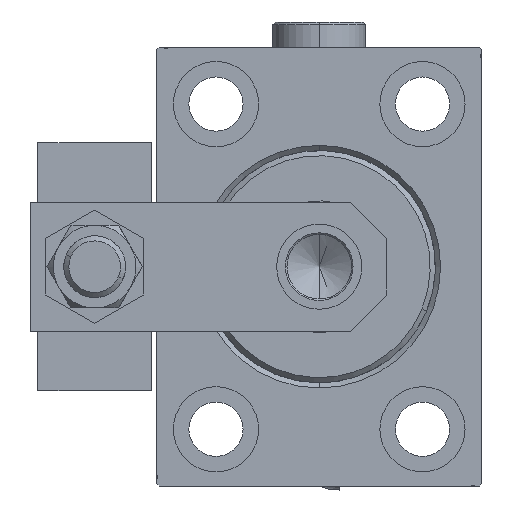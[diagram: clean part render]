
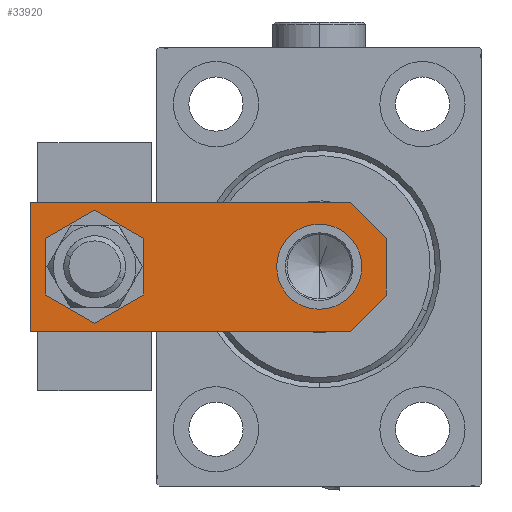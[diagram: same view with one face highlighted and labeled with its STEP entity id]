
A CAD part, left-side view. The second image highlights one B-rep face of the part: STEP entity #33920.
In plain terms, the highlighted face is planar.
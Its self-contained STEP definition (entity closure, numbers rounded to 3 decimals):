
#133 = LINE ( 'NONE', #23839, #13118 ) ;
#1783 = ORIENTED_EDGE ( 'NONE', *, *, #31864, .T. ) ;
#1933 = AXIS2_PLACEMENT_3D ( 'NONE', #5570, #47801, #16421 ) ;
#2426 = VECTOR ( 'NONE', #15174, 1000. ) ;
#2783 = CARTESIAN_POINT ( 'NONE',  ( -5.5, 0., 8. ) ) ;
#2920 = CARTESIAN_POINT ( 'NONE',  ( 12.5, 69., 8. ) ) ;
#3217 = EDGE_CURVE ( 'NONE', #17966, #12112, #133, .T. ) ;
#3541 = EDGE_CURVE ( 'NONE', #40728, #6229, #18113, .T. ) ;
#5069 = EDGE_LOOP ( 'NONE', ( #22218, #14646 ) ) ;
#5570 = CARTESIAN_POINT ( 'NONE',  ( 0., 56.5, 8. ) ) ;
#6229 = VERTEX_POINT ( 'NONE', #37654 ) ;
#9830 = VERTEX_POINT ( 'NONE', #18220 ) ;
#10116 = CARTESIAN_POINT ( 'NONE',  ( -12.5, 69., 8. ) ) ;
#10642 = ORIENTED_EDGE ( 'NONE', *, *, #33966, .T. ) ;
#10894 = DIRECTION ( 'NONE',  ( 1., 0., 0. ) ) ;
#11844 = CARTESIAN_POINT ( 'NONE',  ( -12.5, 7., 8. ) ) ;
#12112 = VERTEX_POINT ( 'NONE', #31192 ) ;
#12487 = VERTEX_POINT ( 'NONE', #20558 ) ;
#13118 = VECTOR ( 'NONE', #34380, 1000. ) ;
#13438 = ORIENTED_EDGE ( 'NONE', *, *, #41060, .T. ) ;
#14058 = DIRECTION ( 'NONE',  ( 0., 0., 1. ) ) ;
#14646 = ORIENTED_EDGE ( 'NONE', *, *, #43005, .F. ) ;
#14822 = EDGE_CURVE ( 'NONE', #6229, #40728, #27391, .T. ) ;
#15174 = DIRECTION ( 'NONE',  ( 0., -1., 0. ) ) ;
#15499 = CARTESIAN_POINT ( 'NONE',  ( -12.5, 0., 8. ) ) ;
#16419 = CARTESIAN_POINT ( 'NONE',  ( 0., 0., 8. ) ) ;
#16421 = DIRECTION ( 'NONE',  ( 1., 0., 0. ) ) ;
#16958 = EDGE_CURVE ( 'NONE', #12487, #49371, #24160, .T. ) ;
#17176 = FACE_BOUND ( 'NONE', #5069, .T. ) ;
#17966 = VERTEX_POINT ( 'NONE', #25525 ) ;
#18113 = CIRCLE ( 'NONE', #30418, 8.25 ) ;
#18220 = CARTESIAN_POINT ( 'NONE',  ( 5.5, 0., 8. ) ) ;
#18658 = DIRECTION ( 'NONE',  ( -1., 0., 0. ) ) ;
#19361 = VECTOR ( 'NONE', #32868, 1000. ) ;
#20286 = DIRECTION ( 'NONE',  ( 1., 0., 0. ) ) ;
#20558 = CARTESIAN_POINT ( 'NONE',  ( -7., 56.5, 8. ) ) ;
#22218 = ORIENTED_EDGE ( 'NONE', *, *, #16958, .F. ) ;
#22275 = LINE ( 'NONE', #2920, #32424 ) ;
#22426 = CARTESIAN_POINT ( 'NONE',  ( 8.25, 13., 8. ) ) ;
#22802 = DIRECTION ( 'NONE',  ( 0.707, -0.707, 0. ) ) ;
#23230 = DIRECTION ( 'NONE',  ( 1., 0., 0. ) ) ;
#23391 = ORIENTED_EDGE ( 'NONE', *, *, #14822, .F. ) ;
#23476 = AXIS2_PLACEMENT_3D ( 'NONE', #16419, #24404, #20286 ) ;
#23839 = CARTESIAN_POINT ( 'NONE',  ( 12.5, 0., 8. ) ) ;
#24160 = CIRCLE ( 'NONE', #1933, 7. ) ;
#24404 = DIRECTION ( 'NONE',  ( 0., 0., 1. ) ) ;
#24609 = ORIENTED_EDGE ( 'NONE', *, *, #47672, .T. ) ;
#25525 = CARTESIAN_POINT ( 'NONE',  ( 12.5, 7., 8. ) ) ;
#26912 = CARTESIAN_POINT ( 'NONE',  ( -2.75, -2.75, 8. ) ) ;
#27391 = CIRCLE ( 'NONE', #31470, 8.25 ) ;
#27847 = CARTESIAN_POINT ( 'NONE',  ( 0., 56.5, 8. ) ) ;
#28620 = AXIS2_PLACEMENT_3D ( 'NONE', #27847, #44273, #47382 ) ;
#29034 = LINE ( 'NONE', #43938, #19361 ) ;
#29275 = VERTEX_POINT ( 'NONE', #11844 ) ;
#29778 = CARTESIAN_POINT ( 'NONE',  ( 0., 13., 8. ) ) ;
#30418 = AXIS2_PLACEMENT_3D ( 'NONE', #30485, #35077, #10894 ) ;
#30485 = CARTESIAN_POINT ( 'NONE',  ( 0., 13., 8. ) ) ;
#31192 = CARTESIAN_POINT ( 'NONE',  ( 12.5, 69., 8. ) ) ;
#31470 = AXIS2_PLACEMENT_3D ( 'NONE', #29778, #14058, #37218 ) ;
#31864 = EDGE_CURVE ( 'NONE', #34717, #9830, #50484, .T. ) ;
#32424 = VECTOR ( 'NONE', #18658, 1000. ) ;
#32636 = VECTOR ( 'NONE', #22802, 1000. ) ;
#32742 = ORIENTED_EDGE ( 'NONE', *, *, #36072, .T. ) ;
#32868 = DIRECTION ( 'NONE',  ( 0.707, 0.707, 0. ) ) ;
#33920 = ADVANCED_FACE ( 'NONE', ( #17176, #40068, #44189 ), #35712, .T. ) ;
#33966 = EDGE_CURVE ( 'NONE', #9830, #17966, #29034, .T. ) ;
#34357 = LINE ( 'NONE', #26912, #32636 ) ;
#34380 = DIRECTION ( 'NONE',  ( 0., 1., 0. ) ) ;
#34473 = CARTESIAN_POINT ( 'NONE',  ( -12.5, 69., 8. ) ) ;
#34717 = VERTEX_POINT ( 'NONE', #2783 ) ;
#34724 = LINE ( 'NONE', #34473, #2426 ) ;
#35077 = DIRECTION ( 'NONE',  ( 0., 0., 1. ) ) ;
#35156 = CIRCLE ( 'NONE', #28620, 7. ) ;
#35562 = EDGE_LOOP ( 'NONE', ( #24609, #13438, #1783, #10642, #43517, #32742 ) ) ;
#35712 = PLANE ( 'NONE',  #23476 ) ;
#36072 = EDGE_CURVE ( 'NONE', #12112, #44966, #22275, .T. ) ;
#36913 = EDGE_LOOP ( 'NONE', ( #23391, #44514 ) ) ;
#37218 = DIRECTION ( 'NONE',  ( 1., 0., 0. ) ) ;
#37654 = CARTESIAN_POINT ( 'NONE',  ( -8.25, 13., 8. ) ) ;
#40068 = FACE_OUTER_BOUND ( 'NONE', #35562, .T. ) ;
#40728 = VERTEX_POINT ( 'NONE', #22426 ) ;
#41060 = EDGE_CURVE ( 'NONE', #29275, #34717, #34357, .T. ) ;
#42264 = VECTOR ( 'NONE', #23230, 1000. ) ;
#43005 = EDGE_CURVE ( 'NONE', #49371, #12487, #35156, .T. ) ;
#43517 = ORIENTED_EDGE ( 'NONE', *, *, #3217, .T. ) ;
#43938 = CARTESIAN_POINT ( 'NONE',  ( 2.75, -2.75, 8. ) ) ;
#44170 = CARTESIAN_POINT ( 'NONE',  ( 7., 56.5, 8. ) ) ;
#44189 = FACE_BOUND ( 'NONE', #36913, .T. ) ;
#44273 = DIRECTION ( 'NONE',  ( 0., 0., 1. ) ) ;
#44514 = ORIENTED_EDGE ( 'NONE', *, *, #3541, .F. ) ;
#44966 = VERTEX_POINT ( 'NONE', #10116 ) ;
#47382 = DIRECTION ( 'NONE',  ( 1., 0., 0. ) ) ;
#47672 = EDGE_CURVE ( 'NONE', #44966, #29275, #34724, .T. ) ;
#47801 = DIRECTION ( 'NONE',  ( 0., 0., 1. ) ) ;
#49371 = VERTEX_POINT ( 'NONE', #44170 ) ;
#50484 = LINE ( 'NONE', #15499, #42264 ) ;
